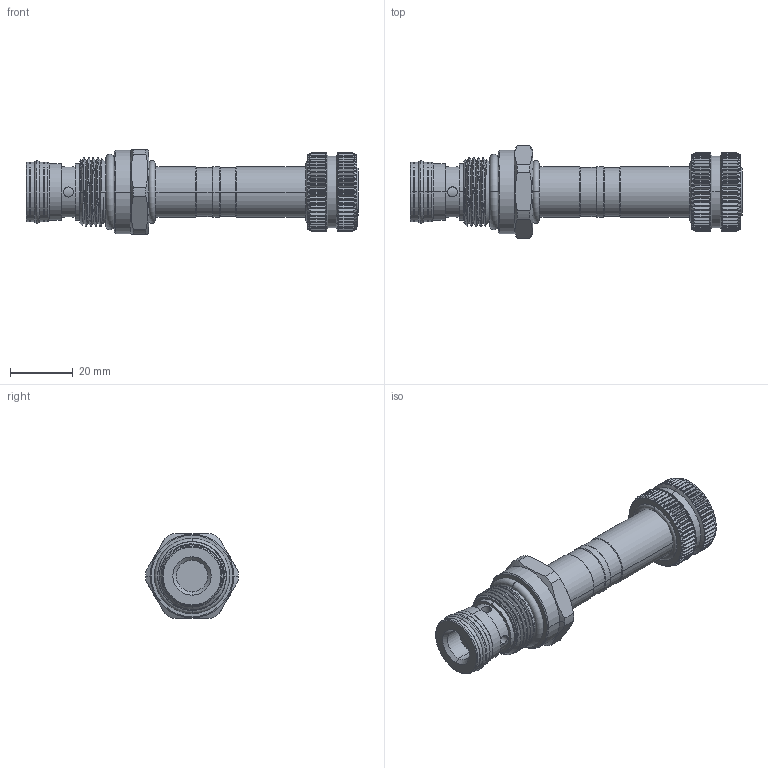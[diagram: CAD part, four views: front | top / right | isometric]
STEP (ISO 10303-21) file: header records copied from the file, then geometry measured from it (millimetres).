
FILE_DESCRIPTION (( 'STEP AP203' ), '1' );
FILE_NAME ('EP22M2C51N04.STEP', '2020-03-31T05:23:51', ( '' ), ( '' ), 'SwSTEP 2.0', 'SolidWorks 2018', '' );
FILE_SCHEMA (( 'CONFIG_CONTROL_DESIGN' ));
Length unit declared in the file: millimetre
Products named in the file (1): EP22M2C51N04
Bounding box: 105.65 x 29.6 x 27 mm (x, y, z)
Volume: 31217 mm3; surface area: 11355.1 mm2
Topology: 4 solids, 5 shells, 1011 faces, 2664 edges, 1680 vertices
Faces by surface type: plane 434, cylinder 402, cone 153, torus 14, bspline 8
Entity records: 35044 total; most frequent: CARTESIAN_POINT 10839, ORIENTED_EDGE 5324, DIRECTION 4775, EDGE_CURVE 2662, AXIS2_PLACEMENT_3D 1839, VERTEX_POINT 1680, LINE 1097, VECTOR 1097
